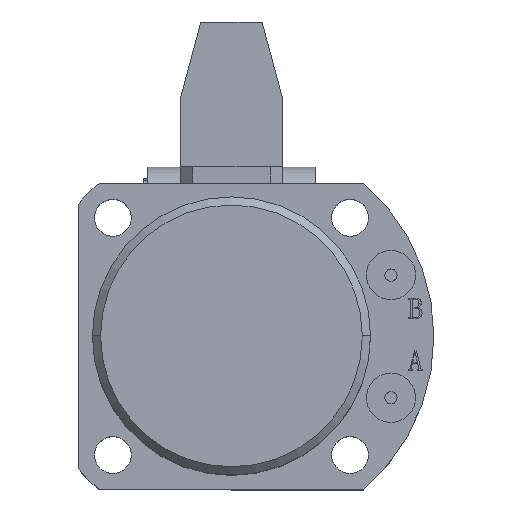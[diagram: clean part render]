
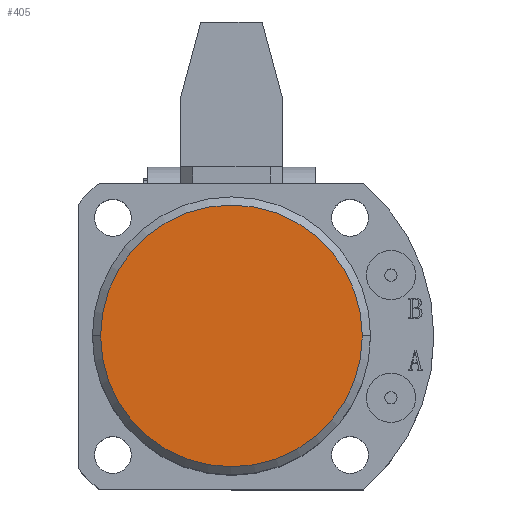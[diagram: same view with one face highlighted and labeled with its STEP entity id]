
A CAD part, top view. The second image highlights one B-rep face of the part: STEP entity #405.
In plain terms, the highlighted planar face has unit normal (0, 0, 1).
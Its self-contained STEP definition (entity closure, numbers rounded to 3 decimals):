
#405 = ADVANCED_FACE ( 'NONE', ( #4666 ), #6726, .T. ) ;
#1034 = EDGE_CURVE ( 'NONE', #8674, #8743, #4131, .T. ) ;
#1105 = EDGE_CURVE ( 'NONE', #8743, #8674, #4043, .T. ) ;
#2283 = CARTESIAN_POINT ( 'NONE',  ( -32., 0., 100. ) ) ;
#2368 = CARTESIAN_POINT ( 'NONE',  ( 32., 0., 100. ) ) ;
#2549 = DIRECTION ( 'NONE',  ( 1., 0., 0. ) ) ;
#2550 = DIRECTION ( 'NONE',  ( 0., 0., 1. ) ) ;
#2552 = CARTESIAN_POINT ( 'NONE',  ( 0., 0., 100. ) ) ;
#4043 = CIRCLE ( 'NONE', #4921, 32. ) ;
#4131 = CIRCLE ( 'NONE', #4891, 32. ) ;
#4399 = AXIS2_PLACEMENT_3D ( 'NONE', #6743, #7638, #7636 ) ;
#4666 = FACE_OUTER_BOUND ( 'NONE', #8436, .T. ) ;
#4891 = AXIS2_PLACEMENT_3D ( 'NONE', #2552, #2550, #2549 ) ;
#4921 = AXIS2_PLACEMENT_3D ( 'NONE', #8228, #8227, #8224 ) ;
#6726 = PLANE ( 'NONE',  #4399 ) ;
#6743 = CARTESIAN_POINT ( 'NONE',  ( 0., 0., 100. ) ) ;
#7636 = DIRECTION ( 'NONE',  ( 1., 0., 0. ) ) ;
#7638 = DIRECTION ( 'NONE',  ( 0., 0., 1. ) ) ;
#8224 = DIRECTION ( 'NONE',  ( 1., 0., 0. ) ) ;
#8227 = DIRECTION ( 'NONE',  ( 0., 0., 1. ) ) ;
#8228 = CARTESIAN_POINT ( 'NONE',  ( 0., 0., 100. ) ) ;
#8436 = EDGE_LOOP ( 'NONE', ( #8516, #8515 ) ) ;
#8515 = ORIENTED_EDGE ( 'NONE', *, *, #1034, .T. ) ;
#8516 = ORIENTED_EDGE ( 'NONE', *, *, #1105, .T. ) ;
#8674 = VERTEX_POINT ( 'NONE', #2368 ) ;
#8743 = VERTEX_POINT ( 'NONE', #2283 ) ;
